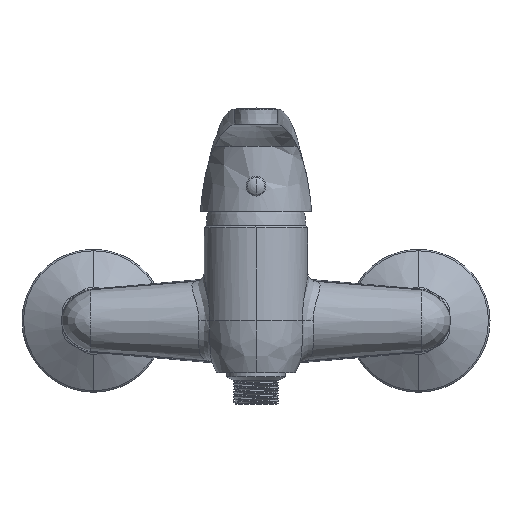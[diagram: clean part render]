
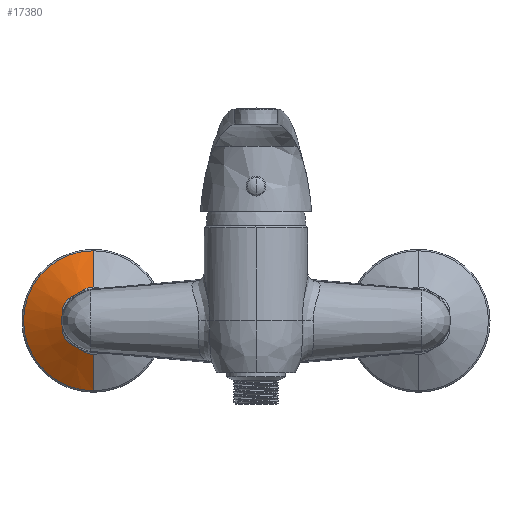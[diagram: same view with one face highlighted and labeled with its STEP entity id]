
A CAD part, top view. The second image highlights one B-rep face of the part: STEP entity #17380.
In plain terms, the highlighted conical face has half-angle 57.619 degrees and reference radius 22.785 mm.
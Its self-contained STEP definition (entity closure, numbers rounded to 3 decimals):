
#4904=CARTESIAN_POINT('',(-75.,0.,-47.058));
#4905=DIRECTION('',(0.,0.,1.));
#4906=DIRECTION('',(0.,1.,0.));
#4907=AXIS2_PLACEMENT_3D('',#4904,#4905,#4906);
#4909=DIRECTION('',(0.,-0.845,0.536));
#4910=VECTOR('',#4909,22.54);
#4911=CARTESIAN_POINT('',(-75.,32.303,
-47.058));
#4912=LINE('',#4911,#4910);
#4913=CARTESIAN_POINT('',(-75.,0.,-34.987));
#4914=DIRECTION('',(0.,0.,1.));
#4915=DIRECTION('',(0.,1.,0.));
#4916=AXIS2_PLACEMENT_3D('',#4913,#4914,#4915);
#4918=DIRECTION('',(0.,0.845,0.536));
#4919=VECTOR('',#4918,22.54);
#4920=CARTESIAN_POINT('',(-75.,-32.303,
-47.058));
#4921=LINE('',#4920,#4919);
#10517=CARTESIAN_POINT('',(-75.,-13.268,-34.987));
#10518=CARTESIAN_POINT('',(-75.,13.268,-34.987));
#10519=VERTEX_POINT('',#10517);
#10520=VERTEX_POINT('',#10518);
#10521=CARTESIAN_POINT('',(-75.,-32.303,-47.058));
#10522=CARTESIAN_POINT('',(-75.,32.303,-47.058));
#10523=VERTEX_POINT('',#10521);
#10524=VERTEX_POINT('',#10522);
#17366=CARTESIAN_POINT('',(-75.,0.,-41.023));
#17367=DIRECTION('',(0.,0.,-1.));
#17368=DIRECTION('',(0.,-1.,0.));
#17369=AXIS2_PLACEMENT_3D('',#17366,#17367,#17368);
#17370=CONICAL_SURFACE('',#17369,22.786,57.619);
#17372=ORIENTED_EDGE('',*,*,#17371,.F.);
#17374=ORIENTED_EDGE('',*,*,#17373,.T.);
#17375=ORIENTED_EDGE('',*,*,#17341,.T.);
#17377=ORIENTED_EDGE('',*,*,#17376,.F.);
#17378=EDGE_LOOP('',(#17372,#17374,#17375,#17377));
#17379=FACE_OUTER_BOUND('',#17378,.F.);
#17380=ADVANCED_FACE('',(#17379),#17370,.T.);
#4908=CIRCLE('',#4907,32.303);
#4917=CIRCLE('',#4916,13.268);
#17341=EDGE_CURVE('',#10520,#10519,#4917,.T.);
#17371=EDGE_CURVE('',#10524,#10523,#4908,.T.);
#17373=EDGE_CURVE('',#10524,#10520,#4912,.T.);
#17376=EDGE_CURVE('',#10523,#10519,#4921,.T.);
